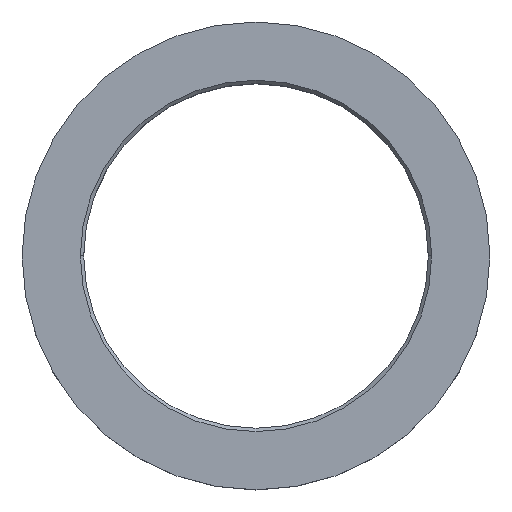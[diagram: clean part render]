
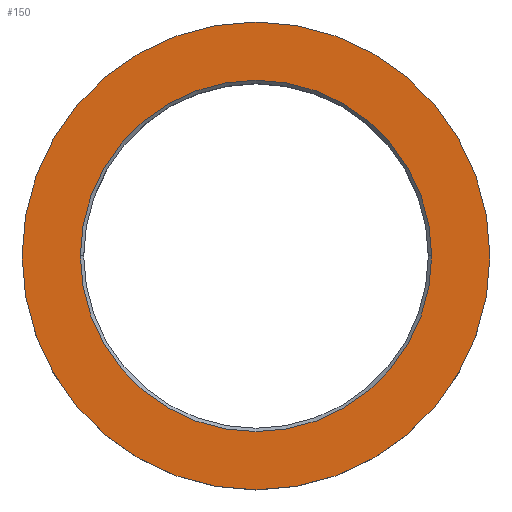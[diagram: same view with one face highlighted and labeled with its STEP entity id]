
A CAD part, top view. The second image highlights one B-rep face of the part: STEP entity #150.
In plain terms, the highlighted planar face has unit normal (0, 0, 1).
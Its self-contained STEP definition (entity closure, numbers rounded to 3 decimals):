
#9 = DIRECTION ( 'NONE',  ( -1., 0., 0. ) ) ;
#14 = ORIENTED_EDGE ( 'NONE', *, *, #89, .T. ) ;
#89 = EDGE_CURVE ( 'NONE', #308, #250, #261, .T. ) ;
#111 = DIRECTION ( 'NONE',  ( -1., 0., 0. ) ) ;
#114 = EDGE_CURVE ( 'NONE', #262, #125, #297, .T. ) ;
#115 = CARTESIAN_POINT ( 'NONE',  ( 28., 0., 0. ) ) ;
#116 = EDGE_LOOP ( 'NONE', ( #236, #14 ) ) ;
#125 = VERTEX_POINT ( 'NONE', #352 ) ;
#127 = FACE_BOUND ( 'NONE', #478, .T. ) ;
#150 = ADVANCED_FACE ( 'NONE', ( #127, #392 ), #240, .F. ) ;
#156 = DIRECTION ( 'NONE',  ( -1., 0., 0. ) ) ;
#162 = DIRECTION ( 'NONE',  ( 1., 0., 0. ) ) ;
#164 = AXIS2_PLACEMENT_3D ( 'NONE', #430, #199, #111 ) ;
#172 = CIRCLE ( 'NONE', #234, 21.025 ) ;
#199 = DIRECTION ( 'NONE',  ( 0., 0., -1. ) ) ;
#205 = CARTESIAN_POINT ( 'NONE',  ( 21.025, 0., 0. ) ) ;
#210 = ORIENTED_EDGE ( 'NONE', *, *, #114, .T. ) ;
#212 = AXIS2_PLACEMENT_3D ( 'NONE', #497, #268, #389 ) ;
#234 = AXIS2_PLACEMENT_3D ( 'NONE', #480, #252, #9 ) ;
#236 = ORIENTED_EDGE ( 'NONE', *, *, #286, .T. ) ;
#238 = ORIENTED_EDGE ( 'NONE', *, *, #408, .T. ) ;
#240 = PLANE ( 'NONE',  #365 ) ;
#250 = VERTEX_POINT ( 'NONE', #115 ) ;
#252 = DIRECTION ( 'NONE',  ( 0., 0., -1. ) ) ;
#261 = CIRCLE ( 'NONE', #212, 28. ) ;
#262 = VERTEX_POINT ( 'NONE', #205 ) ;
#268 = DIRECTION ( 'NONE',  ( 0., 0., 1. ) ) ;
#271 = DIRECTION ( 'NONE',  ( 0., 0., -1. ) ) ;
#285 = DIRECTION ( 'NONE',  ( 0., 0., 1. ) ) ;
#286 = EDGE_CURVE ( 'NONE', #250, #308, #378, .T. ) ;
#297 = CIRCLE ( 'NONE', #164, 21.025 ) ;
#308 = VERTEX_POINT ( 'NONE', #432 ) ;
#352 = CARTESIAN_POINT ( 'NONE',  ( -21.025, 0., 0. ) ) ;
#365 = AXIS2_PLACEMENT_3D ( 'NONE', #499, #271, #156 ) ;
#378 = CIRCLE ( 'NONE', #400, 28. ) ;
#389 = DIRECTION ( 'NONE',  ( 1., 0., 0. ) ) ;
#392 = FACE_OUTER_BOUND ( 'NONE', #116, .T. ) ;
#400 = AXIS2_PLACEMENT_3D ( 'NONE', #475, #285, #162 ) ;
#408 = EDGE_CURVE ( 'NONE', #125, #262, #172, .T. ) ;
#430 = CARTESIAN_POINT ( 'NONE',  ( 0., 0., 0. ) ) ;
#432 = CARTESIAN_POINT ( 'NONE',  ( -28., 0., 0. ) ) ;
#475 = CARTESIAN_POINT ( 'NONE',  ( 0., 0., 0. ) ) ;
#478 = EDGE_LOOP ( 'NONE', ( #210, #238 ) ) ;
#480 = CARTESIAN_POINT ( 'NONE',  ( 0., 0., 0. ) ) ;
#497 = CARTESIAN_POINT ( 'NONE',  ( 0., 0., 0. ) ) ;
#499 = CARTESIAN_POINT ( 'NONE',  ( 0., 28., 0. ) ) ;
